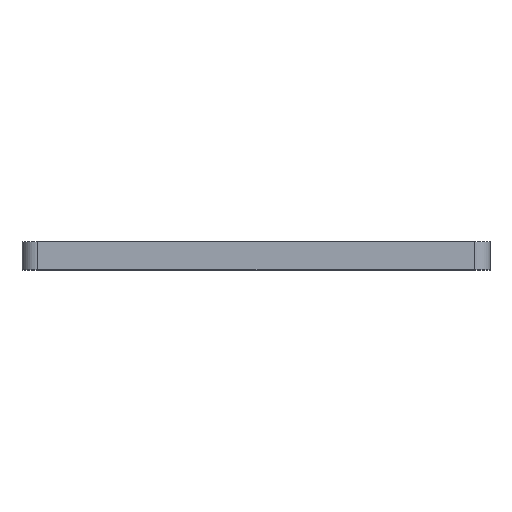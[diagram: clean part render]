
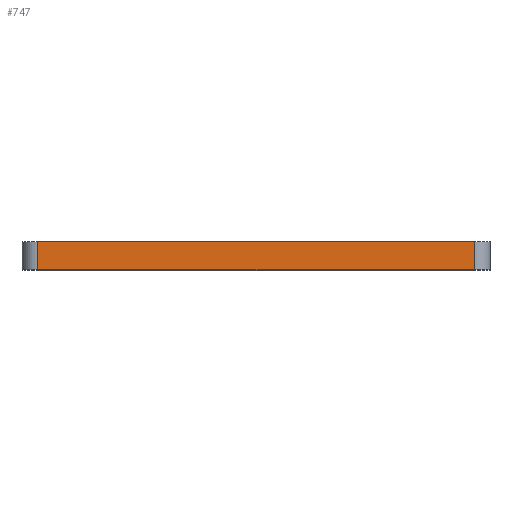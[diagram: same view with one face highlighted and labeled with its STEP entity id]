
A CAD part, top view. The second image highlights one B-rep face of the part: STEP entity #747.
In plain terms, the highlighted planar face has unit normal (0, 0, 1).
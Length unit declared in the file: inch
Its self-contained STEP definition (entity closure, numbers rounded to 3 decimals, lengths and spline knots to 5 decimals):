
#123 = VECTOR ( 'NONE', #1098, 39.37008 ) ;
#167 = VERTEX_POINT ( 'NONE', #1633 ) ;
#442 = DIRECTION ( 'NONE',  ( 0., -1., 0. ) ) ;
#447 = LINE ( 'NONE', #1104, #123 ) ;
#468 = CARTESIAN_POINT ( 'NONE',  ( -0.7, 0.09, 0.75 ) ) ;
#509 = VECTOR ( 'NONE', #442, 39.37008 ) ;
#510 = EDGE_CURVE ( 'NONE', #1747, #167, #1794, .T. ) ;
#582 = AXIS2_PLACEMENT_3D ( 'NONE', #1892, #1888, #1885 ) ;
#705 = ORIENTED_EDGE ( 'NONE', *, *, #1574, .F. ) ;
#747 = ADVANCED_FACE ( 'NONE', ( #1825 ), #1900, .F. ) ;
#784 = ORIENTED_EDGE ( 'NONE', *, *, #510, .T. ) ;
#901 = CARTESIAN_POINT ( 'NONE',  ( 0.7, 0.09, 0.75 ) ) ;
#947 = CARTESIAN_POINT ( 'NONE',  ( 0.7, 0., 0.75 ) ) ;
#948 = EDGE_CURVE ( 'NONE', #1799, #1837, #1323, .T. ) ;
#973 = CARTESIAN_POINT ( 'NONE',  ( -0.7, 0.09, 0.75 ) ) ;
#1098 = DIRECTION ( 'NONE',  ( 1., 0., 0. ) ) ;
#1104 = CARTESIAN_POINT ( 'NONE',  ( -0.75, 0., 0.75 ) ) ;
#1108 = CARTESIAN_POINT ( 'NONE',  ( -0.75, 0.09, 0.75 ) ) ;
#1115 = DIRECTION ( 'NONE',  ( 1., 0., 0. ) ) ;
#1217 = VECTOR ( 'NONE', #1115, 39.37008 ) ;
#1323 = LINE ( 'NONE', #1727, #1564 ) ;
#1363 = EDGE_LOOP ( 'NONE', ( #1474, #1364, #705, #784 ) ) ;
#1364 = ORIENTED_EDGE ( 'NONE', *, *, #948, .T. ) ;
#1474 = ORIENTED_EDGE ( 'NONE', *, *, #1589, .T. ) ;
#1564 = VECTOR ( 'NONE', #1723, 39.37008 ) ;
#1574 = EDGE_CURVE ( 'NONE', #1747, #1837, #1664, .T. ) ;
#1589 = EDGE_CURVE ( 'NONE', #167, #1799, #447, .T. ) ;
#1633 = CARTESIAN_POINT ( 'NONE',  ( -0.7, 0., 0.75 ) ) ;
#1664 = LINE ( 'NONE', #1108, #1217 ) ;
#1723 = DIRECTION ( 'NONE',  ( 0., 1., 0. ) ) ;
#1727 = CARTESIAN_POINT ( 'NONE',  ( 0.7, 0.09, 0.75 ) ) ;
#1747 = VERTEX_POINT ( 'NONE', #973 ) ;
#1794 = LINE ( 'NONE', #468, #509 ) ;
#1799 = VERTEX_POINT ( 'NONE', #947 ) ;
#1825 = FACE_OUTER_BOUND ( 'NONE', #1363, .T. ) ;
#1837 = VERTEX_POINT ( 'NONE', #901 ) ;
#1885 = DIRECTION ( 'NONE',  ( -1., 0., 0. ) ) ;
#1888 = DIRECTION ( 'NONE',  ( 0., 0., -1. ) ) ;
#1892 = CARTESIAN_POINT ( 'NONE',  ( -0.75, 0.09, 0.75 ) ) ;
#1900 = PLANE ( 'NONE',  #582 ) ;
